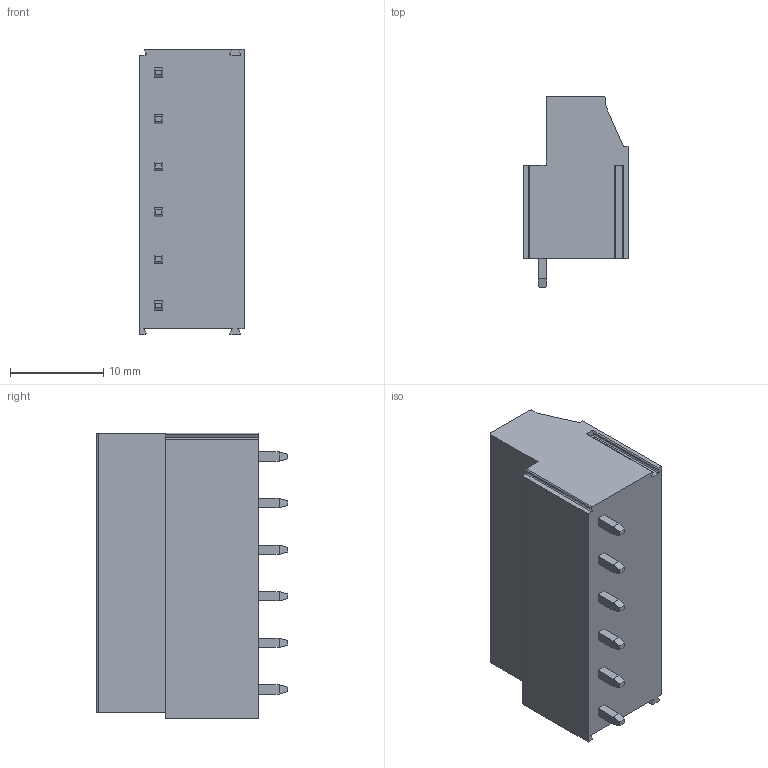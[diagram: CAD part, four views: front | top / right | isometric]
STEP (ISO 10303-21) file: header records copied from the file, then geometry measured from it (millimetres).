
FILE_DESCRIPTION((''),'2;1');
FILE_NAME('PRT0002','2025-01-08T',('sj'),(''),'PRO/ENGINEER BY PARAMETRIC TECHNOLOGY CORPORATION, 2013240','PRO/ENGINEER BY PARAMETRIC TECHNOLOGY CORPORATION, 2013240','');
FILE_SCHEMA(('AUTOMOTIVE_DESIGN_CC2 { 1 2 10303 214 -1 1 5 2 }'));
Length unit declared in the file: millimetre
Products named in the file (1): PRT0002
Bounding box: 11.2 x 20.55 x 30.65 mm (x, y, z)
Volume: 4718 mm3; surface area: 2733.9 mm2
Topology: 1 solids, 1 shells, 284 faces, 678 edges, 420 vertices
Faces by surface type: plane 201, cylinder 59, cone 24
Entity records: 8076 total; most frequent: DIRECTION 1388, CARTESIAN_POINT 1382, ORIENTED_EDGE 1356, EDGE_CURVE 678, VECTOR 536, LINE 536, AXIS2_PLACEMENT_3D 426, VERTEX_POINT 420
